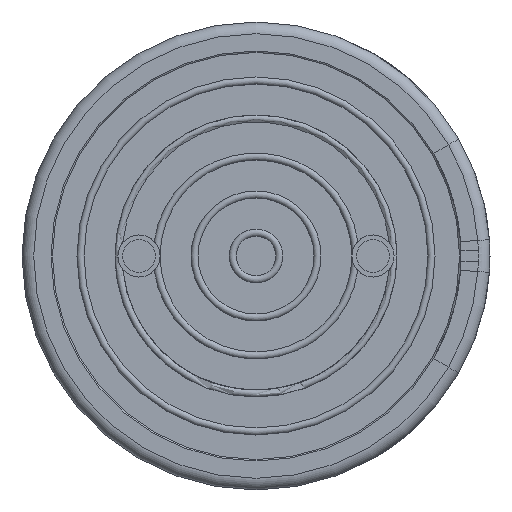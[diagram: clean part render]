
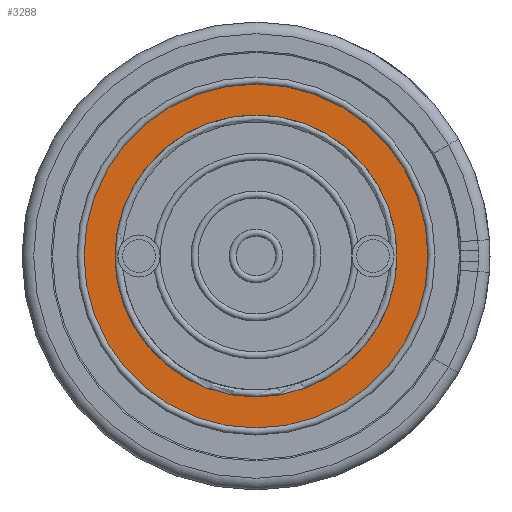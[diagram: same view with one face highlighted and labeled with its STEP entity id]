
A CAD part, front view. The second image highlights one B-rep face of the part: STEP entity #3288.
In plain terms, the highlighted planar face has unit normal (0, -1, 0).
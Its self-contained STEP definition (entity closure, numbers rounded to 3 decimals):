
#43=FACE_BOUND('',#506,.T.);
#231=PLANE('',#3661);
#355=FACE_OUTER_BOUND('',#505,.T.);
#505=EDGE_LOOP('',(#2940,#2941));
#506=EDGE_LOOP('',(#2942,#2943));
#1029=CIRCLE('',#3633,3.675);
#1030=CIRCLE('',#3634,3.675);
#1046=CIRCLE('',#3655,3.013);
#1047=CIRCLE('',#3656,3.013);
#1445=VERTEX_POINT('',#6560);
#1446=VERTEX_POINT('',#6561);
#1460=VERTEX_POINT('',#6600);
#1461=VERTEX_POINT('',#6601);
#1943=EDGE_CURVE('',#1445,#1446,#1029,.T.);
#1944=EDGE_CURVE('',#1446,#1445,#1030,.T.);
#1963=EDGE_CURVE('',#1460,#1461,#1046,.T.);
#1964=EDGE_CURVE('',#1461,#1460,#1047,.T.);
#2940=ORIENTED_EDGE('',*,*,#1943,.T.);
#2941=ORIENTED_EDGE('',*,*,#1944,.T.);
#2942=ORIENTED_EDGE('',*,*,#1963,.T.);
#2943=ORIENTED_EDGE('',*,*,#1964,.T.);
#3288=ADVANCED_FACE('',(#355,#43),#231,.T.);
#3633=AXIS2_PLACEMENT_3D('',#6562,#4441,#4442);
#3634=AXIS2_PLACEMENT_3D('',#6563,#4443,#4444);
#3655=AXIS2_PLACEMENT_3D('',#6602,#4488,#4489);
#3656=AXIS2_PLACEMENT_3D('',#6603,#4490,#4491);
#3661=AXIS2_PLACEMENT_3D('',#6609,#4501,#4502);
#4441=DIRECTION('center_axis',(0.,-1.,0.));
#4442=DIRECTION('ref_axis',(-1.,0.,0.));
#4443=DIRECTION('center_axis',(0.,-1.,0.));
#4444=DIRECTION('ref_axis',(-1.,0.,0.));
#4488=DIRECTION('center_axis',(0.,1.,0.));
#4489=DIRECTION('ref_axis',(-1.,0.,0.));
#4490=DIRECTION('center_axis',(0.,1.,0.));
#4491=DIRECTION('ref_axis',(-1.,0.,0.));
#4501=DIRECTION('center_axis',(0.,-1.,0.));
#4502=DIRECTION('ref_axis',(0.,0.,-1.));
#6560=CARTESIAN_POINT('',(-3.675,0.1,0.));
#6561=CARTESIAN_POINT('',(3.675,0.1,0.));
#6562=CARTESIAN_POINT('Origin',(0.,0.1,0.));
#6563=CARTESIAN_POINT('Origin',(0.,0.1,0.));
#6600=CARTESIAN_POINT('',(-3.013,0.1,0.));
#6601=CARTESIAN_POINT('',(3.013,0.1,0.));
#6602=CARTESIAN_POINT('Origin',(0.,0.1,0.));
#6603=CARTESIAN_POINT('Origin',(0.,0.1,0.));
#6609=CARTESIAN_POINT('Origin',(0.,0.1,0.));
